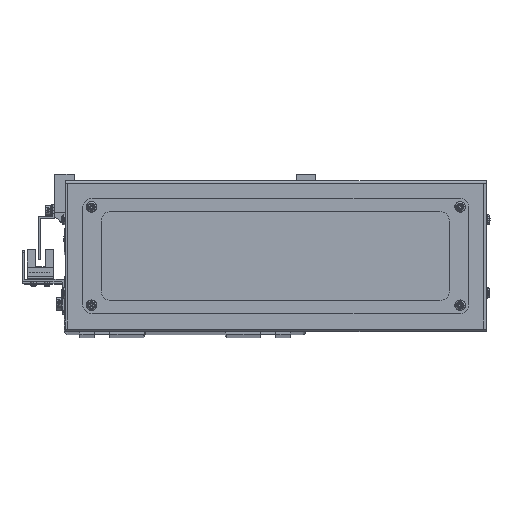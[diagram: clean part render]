
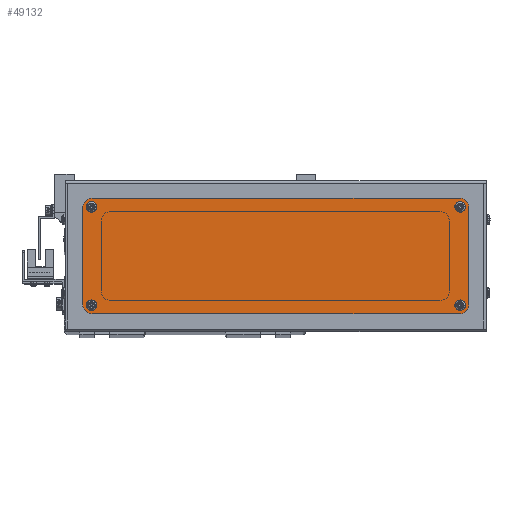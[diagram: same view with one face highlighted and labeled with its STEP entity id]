
A CAD part, top view. The second image highlights one B-rep face of the part: STEP entity #49132.
In plain terms, the highlighted planar face has unit normal (0, 0, 1).
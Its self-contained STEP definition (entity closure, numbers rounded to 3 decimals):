
#204 = AXIS2_PLACEMENT_3D ( 'NONE', #74601, #37682, #741 ) ;
#741 = DIRECTION ( 'NONE',  ( 1., 0., 0. ) ) ;
#1203 = FACE_BOUND ( 'NONE', #32715, .T. ) ;
#2721 = CARTESIAN_POINT ( 'NONE',  ( 93.8, -25.5, 2. ) ) ;
#3102 = DIRECTION ( 'NONE',  ( 0., -1., 0. ) ) ;
#3633 = LINE ( 'NONE', #75522, #34508 ) ;
#3843 = EDGE_LOOP ( 'NONE', ( #7379, #20047 ) ) ;
#3877 = EDGE_CURVE ( 'NONE', #7241, #8386, #3633, .T. ) ;
#4228 = VERTEX_POINT ( 'NONE', #42839 ) ;
#5232 = LINE ( 'NONE', #19061, #36100 ) ;
#5368 = CIRCLE ( 'NONE', #55366, 5. ) ;
#5381 = ORIENTED_EDGE ( 'NONE', *, *, #59982, .F. ) ;
#6308 = DIRECTION ( 'NONE',  ( 0., 0., 1. ) ) ;
#6325 = DIRECTION ( 'NONE',  ( 0., 0., 1. ) ) ;
#6455 = EDGE_CURVE ( 'NONE', #21924, #36652, #24408, .T. ) ;
#6628 = CARTESIAN_POINT ( 'NONE',  ( 95., -25., 2. ) ) ;
#6822 = EDGE_LOOP ( 'NONE', ( #5381, #65282 ) ) ;
#7241 = VERTEX_POINT ( 'NONE', #31646 ) ;
#7321 = DIRECTION ( 'NONE',  ( 0., 0., 1. ) ) ;
#7379 = ORIENTED_EDGE ( 'NONE', *, *, #6455, .F. ) ;
#7519 = CARTESIAN_POINT ( 'NONE',  ( -95.5, -25.5, 2. ) ) ;
#8128 = VERTEX_POINT ( 'NONE', #64801 ) ;
#8197 = DIRECTION ( 'NONE',  ( 0., 0., 1. ) ) ;
#8386 = VERTEX_POINT ( 'NONE', #36752 ) ;
#9190 = EDGE_CURVE ( 'NONE', #68305, #61383, #5232, .T. ) ;
#9830 = DIRECTION ( 'NONE',  ( 0., 0., 1. ) ) ;
#10165 = ORIENTED_EDGE ( 'NONE', *, *, #16355, .T. ) ;
#11074 = CARTESIAN_POINT ( 'NONE',  ( -95.5, -25.5, 2. ) ) ;
#11569 = CARTESIAN_POINT ( 'NONE',  ( 95.5, -25.5, 2. ) ) ;
#11706 = VECTOR ( 'NONE', #3102, 1000. ) ;
#12791 = DIRECTION ( 'NONE',  ( 1., 0., 0. ) ) ;
#13081 = CIRCLE ( 'NONE', #42910, 1.7 ) ;
#13592 = LINE ( 'NONE', #52403, #11706 ) ;
#13670 = DIRECTION ( 'NONE',  ( 1., 0., 0. ) ) ;
#16355 = EDGE_CURVE ( 'NONE', #61383, #17934, #5368, .T. ) ;
#17239 = DIRECTION ( 'NONE',  ( 1., 0., 0. ) ) ;
#17310 = CARTESIAN_POINT ( 'NONE',  ( 97.2, -25.5, 2. ) ) ;
#17562 = FACE_BOUND ( 'NONE', #3843, .T. ) ;
#17739 = DIRECTION ( 'NONE',  ( 1., 0., 0. ) ) ;
#17934 = VERTEX_POINT ( 'NONE', #58428 ) ;
#17993 = VERTEX_POINT ( 'NONE', #77834 ) ;
#18061 = ORIENTED_EDGE ( 'NONE', *, *, #38588, .F. ) ;
#18182 = AXIS2_PLACEMENT_3D ( 'NONE', #44300, #7321, #50464 ) ;
#18628 = DIRECTION ( 'NONE',  ( 0., 0., 1. ) ) ;
#18847 = CARTESIAN_POINT ( 'NONE',  ( -93.8, -25.5, 2. ) ) ;
#19061 = CARTESIAN_POINT ( 'NONE',  ( 95., -30., 2. ) ) ;
#19163 = ORIENTED_EDGE ( 'NONE', *, *, #22976, .T. ) ;
#19459 = FACE_OUTER_BOUND ( 'NONE', #26214, .T. ) ;
#19615 = EDGE_CURVE ( 'NONE', #4228, #36043, #13592, .T. ) ;
#20047 = ORIENTED_EDGE ( 'NONE', *, *, #33050, .F. ) ;
#20219 = AXIS2_PLACEMENT_3D ( 'NONE', #49427, #18628, #61837 ) ;
#20553 = CIRCLE ( 'NONE', #28184, 1.7 ) ;
#21924 = VERTEX_POINT ( 'NONE', #2721 ) ;
#22605 = CIRCLE ( 'NONE', #73416, 1.7 ) ;
#22976 = EDGE_CURVE ( 'NONE', #17993, #7241, #67708, .T. ) ;
#24408 = CIRCLE ( 'NONE', #64563, 1.7 ) ;
#25375 = CARTESIAN_POINT ( 'NONE',  ( -97.2, 25.5, 2. ) ) ;
#26214 = EDGE_LOOP ( 'NONE', ( #35228, #55879, #10165, #78955, #19163, #56243, #79567, #68084 ) ) ;
#28184 = AXIS2_PLACEMENT_3D ( 'NONE', #35385, #78499, #41593 ) ;
#28742 = VERTEX_POINT ( 'NONE', #18847 ) ;
#29448 = CARTESIAN_POINT ( 'NONE',  ( -95., -30., 2. ) ) ;
#29887 = DIRECTION ( 'NONE',  ( 0., 0., 1. ) ) ;
#30946 = CIRCLE ( 'NONE', #18182, 5. ) ;
#31646 = CARTESIAN_POINT ( 'NONE',  ( 95., 30., 2. ) ) ;
#32261 = ORIENTED_EDGE ( 'NONE', *, *, #47937, .F. ) ;
#32368 = DIRECTION ( 'NONE',  ( -1., 0., 0. ) ) ;
#32715 = EDGE_LOOP ( 'NONE', ( #18061, #32261 ) ) ;
#32825 = AXIS2_PLACEMENT_3D ( 'NONE', #46793, #9830, #52967 ) ;
#33050 = EDGE_CURVE ( 'NONE', #36652, #21924, #13081, .T. ) ;
#34018 = FACE_BOUND ( 'NONE', #67779, .T. ) ;
#34490 = VERTEX_POINT ( 'NONE', #25375 ) ;
#34508 = VECTOR ( 'NONE', #32368, 1000. ) ;
#35076 = EDGE_CURVE ( 'NONE', #36043, #68305, #30946, .T. ) ;
#35228 = ORIENTED_EDGE ( 'NONE', *, *, #35076, .T. ) ;
#35385 = CARTESIAN_POINT ( 'NONE',  ( 95.5, 25.5, 2. ) ) ;
#36043 = VERTEX_POINT ( 'NONE', #41464 ) ;
#36100 = VECTOR ( 'NONE', #62251, 1000. ) ;
#36261 = ORIENTED_EDGE ( 'NONE', *, *, #50266, .F. ) ;
#36652 = VERTEX_POINT ( 'NONE', #17310 ) ;
#36752 = CARTESIAN_POINT ( 'NONE',  ( -95., 30., 2. ) ) ;
#37682 = DIRECTION ( 'NONE',  ( 0., 0., 1. ) ) ;
#38187 = VERTEX_POINT ( 'NONE', #72878 ) ;
#38204 = ORIENTED_EDGE ( 'NONE', *, *, #67639, .F. ) ;
#38588 = EDGE_CURVE ( 'NONE', #63231, #28742, #57422, .T. ) ;
#38618 = CIRCLE ( 'NONE', #57348, 5. ) ;
#39151 = AXIS2_PLACEMENT_3D ( 'NONE', #11074, #54203, #17239 ) ;
#41464 = CARTESIAN_POINT ( 'NONE',  ( -100., -25., 2. ) ) ;
#41593 = DIRECTION ( 'NONE',  ( 1., 0., 0. ) ) ;
#42839 = CARTESIAN_POINT ( 'NONE',  ( -100., 25., 2. ) ) ;
#42910 = AXIS2_PLACEMENT_3D ( 'NONE', #11569, #54721, #17739 ) ;
#43235 = PLANE ( 'NONE',  #20219 ) ;
#43255 = CARTESIAN_POINT ( 'NONE',  ( 95.5, 25.5, 2. ) ) ;
#43271 = CARTESIAN_POINT ( 'NONE',  ( -95., 25., 2. ) ) ;
#44300 = CARTESIAN_POINT ( 'NONE',  ( -95., -25., 2. ) ) ;
#44574 = DIRECTION ( 'NONE',  ( 0., 1., 0. ) ) ;
#45161 = CARTESIAN_POINT ( 'NONE',  ( 95., 25., 2. ) ) ;
#46230 = VECTOR ( 'NONE', #44574, 1000. ) ;
#46793 = CARTESIAN_POINT ( 'NONE',  ( -95.5, 25.5, 2. ) ) ;
#47937 = EDGE_CURVE ( 'NONE', #28742, #63231, #22605, .T. ) ;
#49132 = ADVANCED_FACE ( 'NONE', ( #17562, #66788, #19459, #34018, #1203 ), #43235, .T. ) ;
#49427 = CARTESIAN_POINT ( 'NONE',  ( -95., -25., 2. ) ) ;
#49455 = DIRECTION ( 'NONE',  ( 1., 0., 0. ) ) ;
#49466 = DIRECTION ( 'NONE',  ( 1., 0., 0. ) ) ;
#49769 = DIRECTION ( 'NONE',  ( 0., 0., 1. ) ) ;
#50266 = EDGE_CURVE ( 'NONE', #34490, #38187, #67579, .T. ) ;
#50464 = DIRECTION ( 'NONE',  ( 1., 0., 0. ) ) ;
#50664 = DIRECTION ( 'NONE',  ( 0., 0., 1. ) ) ;
#50994 = EDGE_CURVE ( 'NONE', #17934, #17993, #79042, .T. ) ;
#51323 = DIRECTION ( 'NONE',  ( 1., 0., 0. ) ) ;
#52403 = CARTESIAN_POINT ( 'NONE',  ( -100., -25., 2. ) ) ;
#52967 = DIRECTION ( 'NONE',  ( 1., 0., 0. ) ) ;
#54203 = DIRECTION ( 'NONE',  ( 0., 0., 1. ) ) ;
#54721 = DIRECTION ( 'NONE',  ( 0., 0., 1. ) ) ;
#55366 = AXIS2_PLACEMENT_3D ( 'NONE', #6628, #49769, #12791 ) ;
#55879 = ORIENTED_EDGE ( 'NONE', *, *, #9190, .T. ) ;
#56243 = ORIENTED_EDGE ( 'NONE', *, *, #3877, .T. ) ;
#56613 = CARTESIAN_POINT ( 'NONE',  ( -97.2, -25.5, 2. ) ) ;
#57348 = AXIS2_PLACEMENT_3D ( 'NONE', #43271, #6325, #49466 ) ;
#57422 = CIRCLE ( 'NONE', #39151, 1.7 ) ;
#58428 = CARTESIAN_POINT ( 'NONE',  ( 100., -25., 2. ) ) ;
#59982 = EDGE_CURVE ( 'NONE', #8128, #61174, #20553, .T. ) ;
#61174 = VERTEX_POINT ( 'NONE', #65892 ) ;
#61383 = VERTEX_POINT ( 'NONE', #61571 ) ;
#61571 = CARTESIAN_POINT ( 'NONE',  ( 95., -30., 2. ) ) ;
#61837 = DIRECTION ( 'NONE',  ( 1., 0., 0. ) ) ;
#62251 = DIRECTION ( 'NONE',  ( 1., 0., 0. ) ) ;
#62454 = EDGE_CURVE ( 'NONE', #61174, #8128, #75415, .T. ) ;
#63231 = VERTEX_POINT ( 'NONE', #56613 ) ;
#64216 = EDGE_CURVE ( 'NONE', #8386, #4228, #38618, .T. ) ;
#64563 = AXIS2_PLACEMENT_3D ( 'NONE', #66818, #29887, #73028 ) ;
#64801 = CARTESIAN_POINT ( 'NONE',  ( 93.8, 25.5, 2. ) ) ;
#65282 = ORIENTED_EDGE ( 'NONE', *, *, #62454, .F. ) ;
#65892 = CARTESIAN_POINT ( 'NONE',  ( 97.2, 25.5, 2. ) ) ;
#66788 = FACE_BOUND ( 'NONE', #6822, .T. ) ;
#66818 = CARTESIAN_POINT ( 'NONE',  ( 95.5, -25.5, 2. ) ) ;
#67126 = AXIS2_PLACEMENT_3D ( 'NONE', #45161, #8197, #51323 ) ;
#67579 = CIRCLE ( 'NONE', #204, 1.7 ) ;
#67639 = EDGE_CURVE ( 'NONE', #38187, #34490, #74752, .T. ) ;
#67708 = CIRCLE ( 'NONE', #67126, 5. ) ;
#67779 = EDGE_LOOP ( 'NONE', ( #36261, #38204 ) ) ;
#68084 = ORIENTED_EDGE ( 'NONE', *, *, #19615, .T. ) ;
#68305 = VERTEX_POINT ( 'NONE', #29448 ) ;
#72243 = AXIS2_PLACEMENT_3D ( 'NONE', #43255, #6308, #49455 ) ;
#72878 = CARTESIAN_POINT ( 'NONE',  ( -93.8, 25.5, 2. ) ) ;
#73028 = DIRECTION ( 'NONE',  ( 1., 0., 0. ) ) ;
#73416 = AXIS2_PLACEMENT_3D ( 'NONE', #7519, #50664, #13670 ) ;
#74601 = CARTESIAN_POINT ( 'NONE',  ( -95.5, 25.5, 2. ) ) ;
#74752 = CIRCLE ( 'NONE', #32825, 1.7 ) ;
#75306 = CARTESIAN_POINT ( 'NONE',  ( 100., 25., 2. ) ) ;
#75415 = CIRCLE ( 'NONE', #72243, 1.7 ) ;
#75522 = CARTESIAN_POINT ( 'NONE',  ( -95., 30., 2. ) ) ;
#77834 = CARTESIAN_POINT ( 'NONE',  ( 100., 25., 2. ) ) ;
#78499 = DIRECTION ( 'NONE',  ( 0., 0., 1. ) ) ;
#78955 = ORIENTED_EDGE ( 'NONE', *, *, #50994, .T. ) ;
#79042 = LINE ( 'NONE', #75306, #46230 ) ;
#79567 = ORIENTED_EDGE ( 'NONE', *, *, #64216, .T. ) ;
